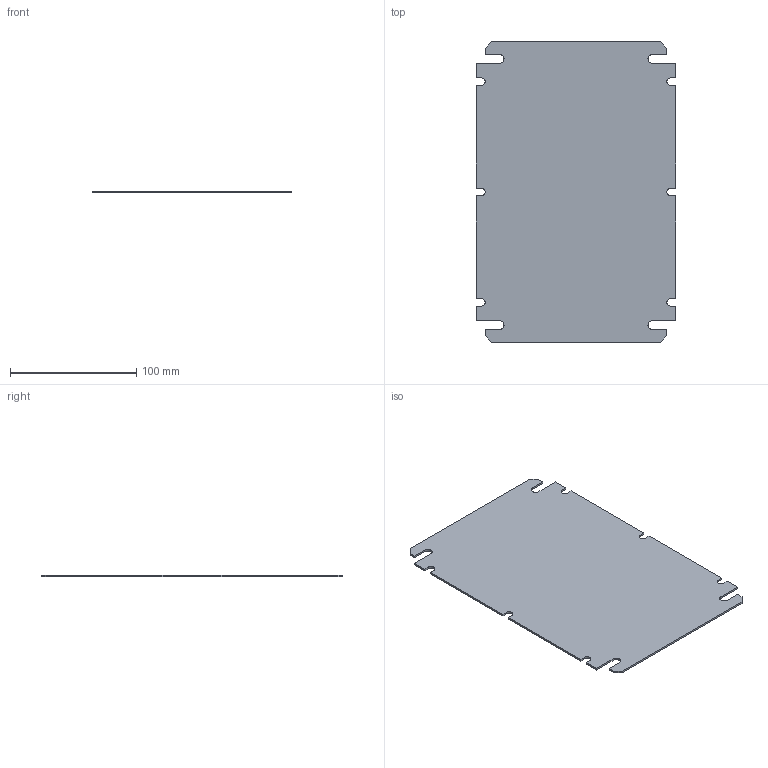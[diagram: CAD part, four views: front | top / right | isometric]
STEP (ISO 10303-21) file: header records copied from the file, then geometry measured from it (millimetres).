
FILE_DESCRIPTION (( 'STEP AP214' ), '1' );
FILE_NAME ('EKJVT.STEP', '2019-09-17T07:32:57', ( '' ), ( '' ), 'SwSTEP 2.0', 'SolidWorks 2019', '' );
FILE_SCHEMA (( 'AUTOMOTIVE_DESIGN' ));
Length unit declared in the file: millimetre
Products named in the file (1): EKJVT
Bounding box: 158 x 238 x 1.5 mm (x, y, z)
Volume: 54675.3 mm3; surface area: 74335.6 mm2
Topology: 1 solids, 1 shells, 55 faces, 159 edges, 106 vertices
Faces by surface type: plane 40, cylinder 15
Entity records: 1837 total; most frequent: CARTESIAN_POINT 321, ORIENTED_EDGE 318, DIRECTION 301, EDGE_CURVE 159, LINE 129, VECTOR 129, VERTEX_POINT 106, AXIS2_PLACEMENT_3D 86
